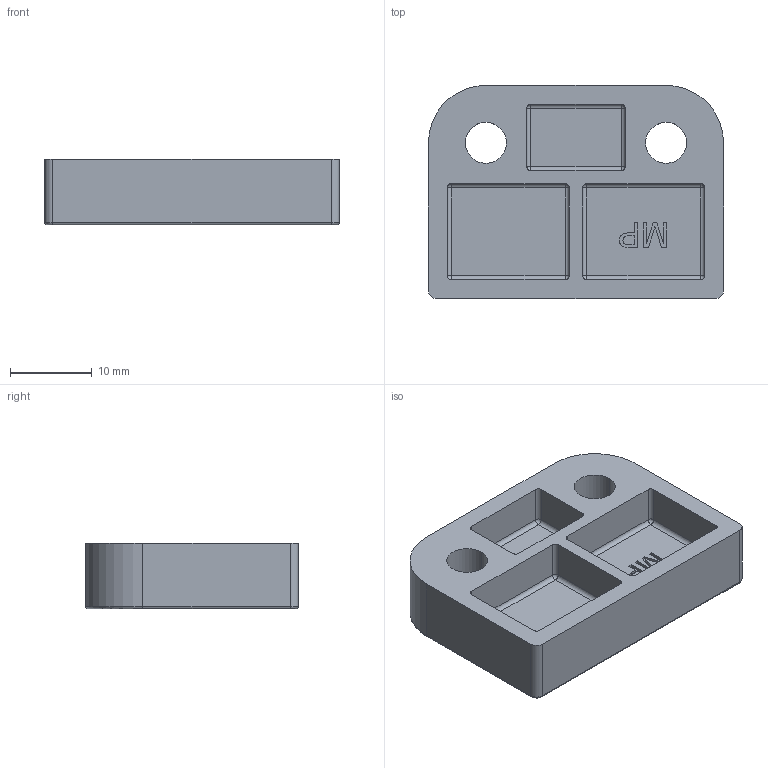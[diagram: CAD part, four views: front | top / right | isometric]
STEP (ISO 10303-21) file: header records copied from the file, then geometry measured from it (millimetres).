
FILE_DESCRIPTION (( 'STEP AP203' ), '1' );
FILE_NAME ('114-MP Spacer.STEP', '2018-11-19T16:02:00', ( '' ), ( '' ), 'SwSTEP 2.0', 'SolidWorks 2018', '' );
FILE_SCHEMA (( 'CONFIG_CONTROL_DESIGN' ));
Length unit declared in the file: millimetre
Products named in the file (1): 114-MP Spacer
Bounding box: 36 x 26 x 8 mm (x, y, z)
Volume: 4761.4 mm3; surface area: 3608.4 mm2
Topology: 1 solids, 1 shells, 109 faces, 267 edges, 154 vertices
Faces by surface type: plane 45, cylinder 36, sphere 12, bspline 8, cone 4, torus 4
Entity records: 3486 total; most frequent: CARTESIAN_POINT 911, DIRECTION 523, ORIENTED_EDGE 510, EDGE_CURVE 255, AXIS2_PLACEMENT_3D 182, LINE 159, VECTOR 159, VERTEX_POINT 154
